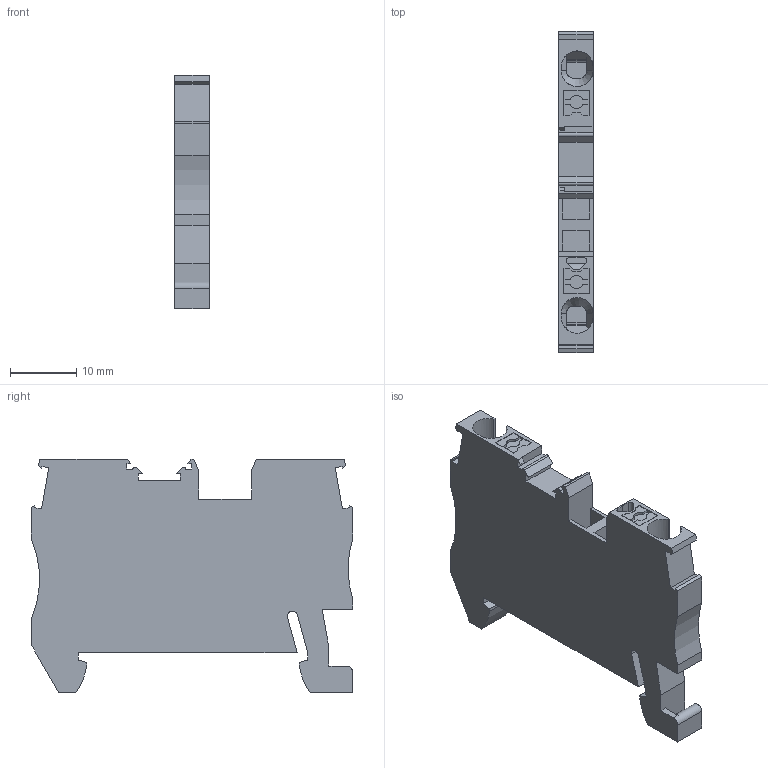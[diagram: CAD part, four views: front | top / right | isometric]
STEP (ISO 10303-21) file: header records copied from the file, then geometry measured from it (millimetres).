
FILE_DESCRIPTION(/* description */ ('Alibre Inc.'),/* implementation_level */ '2;1');
FILE_NAME(/* name */ 'export-12C6F1E4-7F31-4B7B-AE91-043F92563C45',/* time_stamp */ '2019-10-22T11:39:51+02:00',/* author */ (''),/* organization */ (''),/* preprocessor_version */ 'ST-DEVELOPER v17',/* originating_system */ 'Alibre',/* authorisation */ '');
FILE_SCHEMA (('AUTOMOTIVE_DESIGN'));
Length unit declared in the file: millimetre
Bounding box: 5.15 x 48.6 x 35.25 mm (x, y, z)
Volume: 6061 mm3; surface area: 4637.7 mm2
Topology: 1 solids, 1 shells, 172 faces, 495 edges, 328 vertices
Faces by surface type: plane 142, cylinder 28, cone 2
Entity records: 6511 total; most frequent: CARTESIAN_POINT 1933, ORIENTED_EDGE 990, DIRECTION 720, EDGE_CURVE 495, VECTOR 413, LINE 413, VERTEX_POINT 328, AXIS2_PLACEMENT_3D 224
